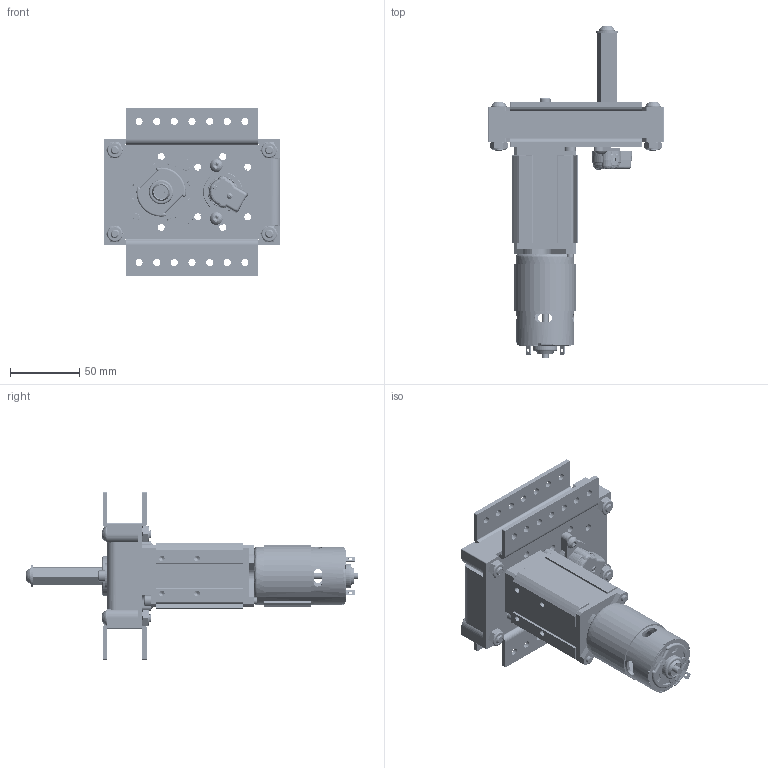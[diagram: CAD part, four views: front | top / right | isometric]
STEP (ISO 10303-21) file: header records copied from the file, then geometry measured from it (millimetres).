
FILE_DESCRIPTION (( 'STEP AP214' ), '1' );
FILE_NAME ('am-4226 Sport Flyer Gearbox.STEP', '2020-01-06T13:25:01', ( '' ), ( '' ), 'SwSTEP 2.0', 'SolidWorks 2019', '' );
FILE_SCHEMA (( 'AUTOMOTIVE_DESIGN' ));
Length unit declared in the file: millimetre
Products named in the file (46): 5_1 Sun Gear 57 Sport Stage Carrier Plate; am-4216 Flyer Gearbox Plate; am-3947-063 375H x 063IN Spacer; retaining Ring 0500 - Mcm 98410A122_98410A122; am-XXXX - 5_1 Sun Gear 4_1 Carrier Plate; 14-20 x 1.250 BHCS_92949A837; 35T 20DP 500hex 375 FW; am-XXXX - 57 Sport 3 Stage Ring Gear Housing; am-XXXX - 5_1 Stage; 250 Washer; 10-32 x 3.000 SHCS_90128A969; am-3787 - Sport Face Mount; 250x1000 dowel; 18T Long Planet Gear; 10 Fender Washer FN1133201; BHCS 10-32 x 0.375_SBHCSCREW 0.19-32x0.5-HX-C; am-XXXX - 57 Sport 500 Hex Shaft; 12T Sun Gear; am-2508-750 Flyer Gearbox Spacer; E4T-X-250-S-H-D-X; R8ZZ Bearing; 5_1 Stage Carrier Plate; 14-20 NyLock thin - Mcm 90566A029_90566A029; am-4226 Sport Flyer Gearbox; Thrust washer - 775 Sport; 775 RedLine; FR6ZZ-L Bearing; 10-32 X 375 SHCS_90128A940; BHCS 10-32 x 0.75_91306A358; am-0397a Toughbox Hex Output Shaft; 5_1 HD Output Stage; 10-32x0500_shcs_HX-SHCS 0.19-32x1.375x1-C; .500 in. 98398A138_BOWED SIDE-MOUNT EXTERNAL RETAINING RING_98398A138; Output Block; 16T Planet Gear; am-2986 FR8ZZ Hex Bearing; CTRE Mag Encoder; am-XXXX - 57 Sport 500 Hex Output Plug; 18T Short Planet Gear; 14-20 x 0.500 BHCS_92949A837 ...
Assembly tree (70 placements, depth 4):
  am-4226 Sport Flyer Gearbox
    am-3758 - 100_1 - w_Motor - 57 Sport
      am-XXXX - 57 Sport 500 Hex Output Plug
        am-XXXX - 57 Sport 500 Hex Shaft
        Output Block
        retaining Ring 0500 - Mcm 98410A122_98410A122
        R8ZZ Bearing  x2
      am-XXXX - 57 Sport 3 Stage Ring Gear Housing
      Thrust washer - 775 Sport
      am-3765 - 57 Sport Motor Block
      10-32 x 3.000 SHCS_90128A969  x2
      10-32 X 375 SHCS_90128A940  x2
      5_1 HD Output Stage
        5_1 HD Output Stage Carrier Plate
        18T Long Planet Gear  x4
      am-XXXX - 5_1 Sun Gear 4_1 Carrier Plate
        5_1 Sun Gear 57 Sport Stage Carrier Plate
        12T Sun Gear
        16T Planet Gear  x4
      am-XXXX - 5_1 Stage
        5_1 Stage Carrier Plate
        18T Short Planet Gear  x4
        12T Sun Gear
      775 RedLine
    am-3787 - Sport Face Mount
    BHCS 10-32 x 0.75_91306A358  x2
    am-3948-250 500H x 250IN Spacer  x2
    10 Fender Washer FN1133201
    10-32x0500_shcs_HX-SHCS 0.19-32x1.375x1-C
    am-4216 Flyer Gearbox Plate  x2
    am-2508-750 Flyer Gearbox Spacer  x2
    am-2986 FR8ZZ Hex Bearing
    14-20 x 1.250 BHCS_92949A837  x4
    14-20 NyLock thin - Mcm 90566A029_90566A029  x4
    14-20 x 0.500 BHCS_92949A837
    250 Washer
    FR6ZZ-L Bearing
    am-0397a Toughbox Hex Output Shaft
      am-0397a Toughbox Hex Output Shaft
      250x1000 dowel
    am-0208a Encoder Mount Pad with AMT103 holes
    BHCS 10-32 x 0.375_SBHCSCREW 0.19-32x0.5-HX-C  x2
    .500 in. 98398A138_BOWED SIDE-MOUNT EXTERNAL RETAINING RING_98398A138
    am-3947-063 375H x 063IN Spacer
    E4T-X-250-S-H-D-X
    CTRE Mag Encoder
    35T 20DP 500hex 375 FW  x2
Bounding box: 127 x 239.11 x 120.65 mm (x, y, z)
Volume: 346145 mm3; surface area: 225716.7 mm2
Topology: 73 solids, 90 shells, 3947 faces, 10474 edges, 6821 vertices
Faces by surface type: cylinder 2131, plane 1192, cone 310, bspline 215, torus 78, sphere 21
Full cylindrical faces by diameter (mm): 0.8 x2, 1.194 x2, 1.27 x2, 1.575 x1, 1.587 x3, 1.778 x1, 1.905 x2, 1.941 x2, 2.642 x2, 2.794 x2, 3.2 x2, 3.3 x2, 4 x20, 4.001 x4, 4.039 x24, 4.5 x2, 4.826 x3, 4.902 x2, 5 x6, 5.08 x2, 5.105 x59, 5.207 x4, 5.22 x4, 5.387 x12, 5.563 x1, 6.248 x2, 6.35 x15, 6.502 x12, 6.731 x1, 7.112 x1
Entity records: 114526 total; most frequent: CARTESIAN_POINT 37258, DIRECTION 12819, ORIENTED_EDGE 12665, EDGE_CURVE 6411, AXIS2_PLACEMENT_3D 4912, VERTEX_POINT 4369, EDGE_LOOP 3241, VECTOR 2995
